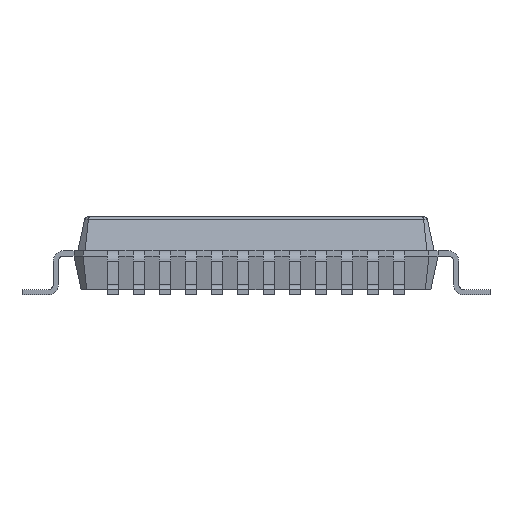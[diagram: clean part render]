
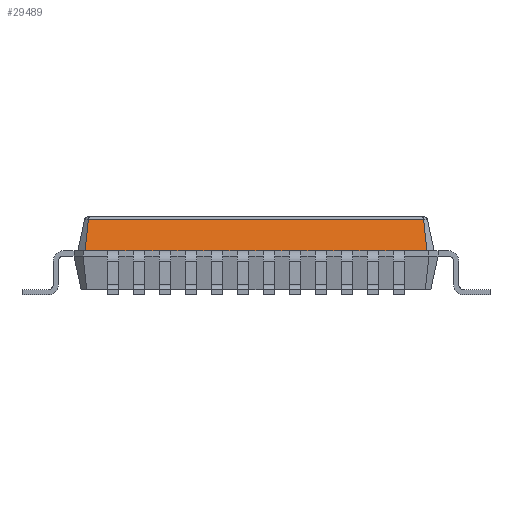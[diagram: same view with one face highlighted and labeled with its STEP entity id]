
A CAD part, left-side view. The second image highlights one B-rep face of the part: STEP entity #29489.
In plain terms, the highlighted planar face has unit normal (-0.978, 0, 0.208).
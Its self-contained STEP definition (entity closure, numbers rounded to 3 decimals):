
#1915=PLANE('',#31091);
#3280=FACE_OUTER_BOUND('',#4845,.T.);
#4845=EDGE_LOOP('',(#25643,#25644,#25645,#25646,#25647,#25648,#25649,#25650,
#25651,#25652,#25653,#25654,#25655,#25656,#25657,#25658,#25659,#25660,#25661,
#25662,#25663,#25664,#25665,#25666,#25667,#25668,#25669,#25670));
#7761=LINE('',#45372,#11429);
#8076=LINE('',#46012,#11744);
#8110=LINE('',#46094,#11778);
#8111=LINE('',#46096,#11779);
#8112=LINE('',#46098,#11780);
#8113=LINE('',#46100,#11781);
#8114=LINE('',#46102,#11782);
#8115=LINE('',#46104,#11783);
#8116=LINE('',#46106,#11784);
#8117=LINE('',#46108,#11785);
#8118=LINE('',#46110,#11786);
#8119=LINE('',#46112,#11787);
#8120=LINE('',#46114,#11788);
#8121=LINE('',#46116,#11789);
#8122=LINE('',#46118,#11790);
#8123=LINE('',#46120,#11791);
#8124=LINE('',#46122,#11792);
#8125=LINE('',#46124,#11793);
#8126=LINE('',#46126,#11794);
#8127=LINE('',#46128,#11795);
#8128=LINE('',#46130,#11796);
#8129=LINE('',#46132,#11797);
#8130=LINE('',#46134,#11798);
#8131=LINE('',#46136,#11799);
#8132=LINE('',#46138,#11800);
#8133=LINE('',#46140,#11801);
#8134=LINE('',#46142,#11802);
#8135=LINE('',#46143,#11803);
#11429=VECTOR('',#36137,10.);
#11744=VECTOR('',#36806,1.);
#11778=VECTOR('',#36864,1.);
#11779=VECTOR('',#36865,1.);
#11780=VECTOR('',#36866,1.);
#11781=VECTOR('',#36867,1.);
#11782=VECTOR('',#36868,1.);
#11783=VECTOR('',#36869,1.);
#11784=VECTOR('',#36870,1.);
#11785=VECTOR('',#36871,1.);
#11786=VECTOR('',#36872,1.);
#11787=VECTOR('',#36873,1.);
#11788=VECTOR('',#36874,1.);
#11789=VECTOR('',#36875,1.);
#11790=VECTOR('',#36876,1.);
#11791=VECTOR('',#36877,1.);
#11792=VECTOR('',#36878,1.);
#11793=VECTOR('',#36879,1.);
#11794=VECTOR('',#36880,1.);
#11795=VECTOR('',#36881,1.);
#11796=VECTOR('',#36882,1.);
#11797=VECTOR('',#36883,1.);
#11798=VECTOR('',#36884,1.);
#11799=VECTOR('',#36885,1.);
#11800=VECTOR('',#36886,1.);
#11801=VECTOR('',#36887,1.);
#11802=VECTOR('',#36888,10.);
#11803=VECTOR('',#36889,10.);
#14882=VERTEX_POINT('',#45354);
#14886=VERTEX_POINT('',#45371);
#15034=VERTEX_POINT('',#46010);
#15070=VERTEX_POINT('',#46093);
#15071=VERTEX_POINT('',#46095);
#15072=VERTEX_POINT('',#46097);
#15073=VERTEX_POINT('',#46099);
#15074=VERTEX_POINT('',#46101);
#15075=VERTEX_POINT('',#46103);
#15076=VERTEX_POINT('',#46105);
#15077=VERTEX_POINT('',#46107);
#15078=VERTEX_POINT('',#46109);
#15079=VERTEX_POINT('',#46111);
#15080=VERTEX_POINT('',#46113);
#15081=VERTEX_POINT('',#46115);
#15082=VERTEX_POINT('',#46117);
#15083=VERTEX_POINT('',#46119);
#15084=VERTEX_POINT('',#46121);
#15085=VERTEX_POINT('',#46123);
#15086=VERTEX_POINT('',#46125);
#15087=VERTEX_POINT('',#46127);
#15088=VERTEX_POINT('',#46129);
#15089=VERTEX_POINT('',#46131);
#15090=VERTEX_POINT('',#46133);
#15091=VERTEX_POINT('',#46135);
#15092=VERTEX_POINT('',#46137);
#15093=VERTEX_POINT('',#46139);
#15094=VERTEX_POINT('',#46141);
#18399=EDGE_CURVE('',#14882,#14886,#7761,.T.);
#18714=EDGE_CURVE('',#15034,#14882,#8076,.T.);
#18754=EDGE_CURVE('',#15070,#15034,#8110,.T.);
#18755=EDGE_CURVE('',#15071,#15070,#8111,.T.);
#18756=EDGE_CURVE('',#15072,#15071,#8112,.T.);
#18757=EDGE_CURVE('',#15073,#15072,#8113,.T.);
#18758=EDGE_CURVE('',#15074,#15073,#8114,.T.);
#18759=EDGE_CURVE('',#15075,#15074,#8115,.T.);
#18760=EDGE_CURVE('',#15076,#15075,#8116,.T.);
#18761=EDGE_CURVE('',#15077,#15076,#8117,.T.);
#18762=EDGE_CURVE('',#15078,#15077,#8118,.T.);
#18763=EDGE_CURVE('',#15079,#15078,#8119,.T.);
#18764=EDGE_CURVE('',#15080,#15079,#8120,.T.);
#18765=EDGE_CURVE('',#15081,#15080,#8121,.T.);
#18766=EDGE_CURVE('',#15082,#15081,#8122,.T.);
#18767=EDGE_CURVE('',#15083,#15082,#8123,.T.);
#18768=EDGE_CURVE('',#15084,#15083,#8124,.T.);
#18769=EDGE_CURVE('',#15085,#15084,#8125,.T.);
#18770=EDGE_CURVE('',#15086,#15085,#8126,.T.);
#18771=EDGE_CURVE('',#15087,#15086,#8127,.T.);
#18772=EDGE_CURVE('',#15088,#15087,#8128,.T.);
#18773=EDGE_CURVE('',#15089,#15088,#8129,.T.);
#18774=EDGE_CURVE('',#15090,#15089,#8130,.T.);
#18775=EDGE_CURVE('',#15091,#15090,#8131,.T.);
#18776=EDGE_CURVE('',#15092,#15091,#8132,.T.);
#18777=EDGE_CURVE('',#15093,#15092,#8133,.T.);
#18778=EDGE_CURVE('',#15093,#15094,#8134,.T.);
#18779=EDGE_CURVE('',#15094,#14886,#8135,.T.);
#25643=ORIENTED_EDGE('',*,*,#18399,.F.);
#25644=ORIENTED_EDGE('',*,*,#18714,.F.);
#25645=ORIENTED_EDGE('',*,*,#18754,.F.);
#25646=ORIENTED_EDGE('',*,*,#18755,.F.);
#25647=ORIENTED_EDGE('',*,*,#18756,.F.);
#25648=ORIENTED_EDGE('',*,*,#18757,.F.);
#25649=ORIENTED_EDGE('',*,*,#18758,.F.);
#25650=ORIENTED_EDGE('',*,*,#18759,.F.);
#25651=ORIENTED_EDGE('',*,*,#18760,.F.);
#25652=ORIENTED_EDGE('',*,*,#18761,.F.);
#25653=ORIENTED_EDGE('',*,*,#18762,.F.);
#25654=ORIENTED_EDGE('',*,*,#18763,.F.);
#25655=ORIENTED_EDGE('',*,*,#18764,.F.);
#25656=ORIENTED_EDGE('',*,*,#18765,.F.);
#25657=ORIENTED_EDGE('',*,*,#18766,.F.);
#25658=ORIENTED_EDGE('',*,*,#18767,.F.);
#25659=ORIENTED_EDGE('',*,*,#18768,.F.);
#25660=ORIENTED_EDGE('',*,*,#18769,.F.);
#25661=ORIENTED_EDGE('',*,*,#18770,.F.);
#25662=ORIENTED_EDGE('',*,*,#18771,.F.);
#25663=ORIENTED_EDGE('',*,*,#18772,.F.);
#25664=ORIENTED_EDGE('',*,*,#18773,.F.);
#25665=ORIENTED_EDGE('',*,*,#18774,.F.);
#25666=ORIENTED_EDGE('',*,*,#18775,.F.);
#25667=ORIENTED_EDGE('',*,*,#18776,.F.);
#25668=ORIENTED_EDGE('',*,*,#18777,.F.);
#25669=ORIENTED_EDGE('',*,*,#18778,.T.);
#25670=ORIENTED_EDGE('',*,*,#18779,.T.);
#29489=ADVANCED_FACE('',(#3280),#1915,.F.);
#31091=AXIS2_PLACEMENT_3D('',#46092,#36862,#36863);
#36137=DIRECTION('',(0.207,-0.103,0.973));
#36806=DIRECTION('',(0.,1.,0.));
#36862=DIRECTION('center_axis',(0.978,0.,-0.208));
#36863=DIRECTION('ref_axis',(-0.208,0.,-0.978));
#36864=DIRECTION('',(0.,1.,0.));
#36865=DIRECTION('',(0.,1.,0.));
#36866=DIRECTION('',(0.,1.,0.));
#36867=DIRECTION('',(0.,1.,0.));
#36868=DIRECTION('',(0.,1.,0.));
#36869=DIRECTION('',(0.,1.,0.));
#36870=DIRECTION('',(0.,1.,0.));
#36871=DIRECTION('',(0.,1.,0.));
#36872=DIRECTION('',(0.,1.,0.));
#36873=DIRECTION('',(0.,1.,0.));
#36874=DIRECTION('',(0.,1.,0.));
#36875=DIRECTION('',(0.,1.,0.));
#36876=DIRECTION('',(0.,1.,0.));
#36877=DIRECTION('',(0.,1.,0.));
#36878=DIRECTION('',(0.,1.,0.));
#36879=DIRECTION('',(0.,1.,0.));
#36880=DIRECTION('',(0.,1.,0.));
#36881=DIRECTION('',(0.,1.,0.));
#36882=DIRECTION('',(0.,1.,0.));
#36883=DIRECTION('',(0.,1.,0.));
#36884=DIRECTION('',(0.,1.,0.));
#36885=DIRECTION('',(0.,1.,0.));
#36886=DIRECTION('',(0.,1.,0.));
#36887=DIRECTION('',(0.,1.,0.));
#36888=DIRECTION('',(0.207,0.103,0.973));
#36889=DIRECTION('',(0.,1.,0.));
#45354=CARTESIAN_POINT('',(-3.425,3.288,0.85));
#45371=CARTESIAN_POINT('',(-3.295,3.223,1.461));
#45372=CARTESIAN_POINT('',(-3.425,3.288,0.85));
#46010=CARTESIAN_POINT('',(-3.425,2.86,0.85));
#46012=CARTESIAN_POINT('',(-3.425,-3.288,0.85));
#46092=CARTESIAN_POINT('Origin',(-3.425,0.,0.85));
#46093=CARTESIAN_POINT('',(-3.425,2.64,0.85));
#46094=CARTESIAN_POINT('',(-3.425,-3.288,0.85));
#46095=CARTESIAN_POINT('',(-3.425,2.36,0.85));
#46096=CARTESIAN_POINT('',(-3.425,-3.288,0.85));
#46097=CARTESIAN_POINT('',(-3.425,2.14,0.85));
#46098=CARTESIAN_POINT('',(-3.425,-3.288,0.85));
#46099=CARTESIAN_POINT('',(-3.425,1.86,0.85));
#46100=CARTESIAN_POINT('',(-3.425,-3.288,0.85));
#46101=CARTESIAN_POINT('',(-3.425,1.64,0.85));
#46102=CARTESIAN_POINT('',(-3.425,-3.288,0.85));
#46103=CARTESIAN_POINT('',(-3.425,1.36,0.85));
#46104=CARTESIAN_POINT('',(-3.425,-3.288,0.85));
#46105=CARTESIAN_POINT('',(-3.425,1.14,0.85));
#46106=CARTESIAN_POINT('',(-3.425,-3.288,0.85));
#46107=CARTESIAN_POINT('',(-3.425,0.86,0.85));
#46108=CARTESIAN_POINT('',(-3.425,-3.288,0.85));
#46109=CARTESIAN_POINT('',(-3.425,0.64,0.85));
#46110=CARTESIAN_POINT('',(-3.425,-3.288,0.85));
#46111=CARTESIAN_POINT('',(-3.425,0.36,0.85));
#46112=CARTESIAN_POINT('',(-3.425,-3.288,0.85));
#46113=CARTESIAN_POINT('',(-3.425,0.14,0.85));
#46114=CARTESIAN_POINT('',(-3.425,-3.288,0.85));
#46115=CARTESIAN_POINT('',(-3.425,-0.14,0.85));
#46116=CARTESIAN_POINT('',(-3.425,-3.288,0.85));
#46117=CARTESIAN_POINT('',(-3.425,-0.36,0.85));
#46118=CARTESIAN_POINT('',(-3.425,-3.288,0.85));
#46119=CARTESIAN_POINT('',(-3.425,-0.64,0.85));
#46120=CARTESIAN_POINT('',(-3.425,-3.288,0.85));
#46121=CARTESIAN_POINT('',(-3.425,-0.86,0.85));
#46122=CARTESIAN_POINT('',(-3.425,-3.288,0.85));
#46123=CARTESIAN_POINT('',(-3.425,-1.14,0.85));
#46124=CARTESIAN_POINT('',(-3.425,-3.288,0.85));
#46125=CARTESIAN_POINT('',(-3.425,-1.36,0.85));
#46126=CARTESIAN_POINT('',(-3.425,-3.288,0.85));
#46127=CARTESIAN_POINT('',(-3.425,-1.64,0.85));
#46128=CARTESIAN_POINT('',(-3.425,-3.288,0.85));
#46129=CARTESIAN_POINT('',(-3.425,-1.86,0.85));
#46130=CARTESIAN_POINT('',(-3.425,-3.288,0.85));
#46131=CARTESIAN_POINT('',(-3.425,-2.14,0.85));
#46132=CARTESIAN_POINT('',(-3.425,-3.288,0.85));
#46133=CARTESIAN_POINT('',(-3.425,-2.36,0.85));
#46134=CARTESIAN_POINT('',(-3.425,-3.288,0.85));
#46135=CARTESIAN_POINT('',(-3.425,-2.64,0.85));
#46136=CARTESIAN_POINT('',(-3.425,-3.288,0.85));
#46137=CARTESIAN_POINT('',(-3.425,-2.86,0.85));
#46138=CARTESIAN_POINT('',(-3.425,-3.288,0.85));
#46139=CARTESIAN_POINT('',(-3.425,-3.288,0.85));
#46140=CARTESIAN_POINT('',(-3.425,-3.288,0.85));
#46141=CARTESIAN_POINT('',(-3.295,-3.223,1.461));
#46142=CARTESIAN_POINT('',(-3.425,-3.288,0.85));
#46143=CARTESIAN_POINT('',(-3.295,-3.223,1.46));
